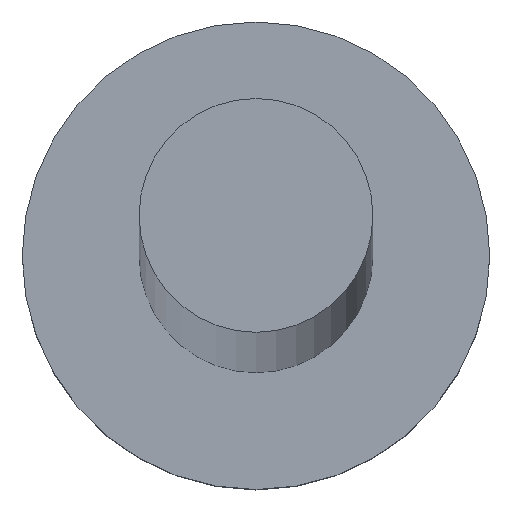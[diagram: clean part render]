
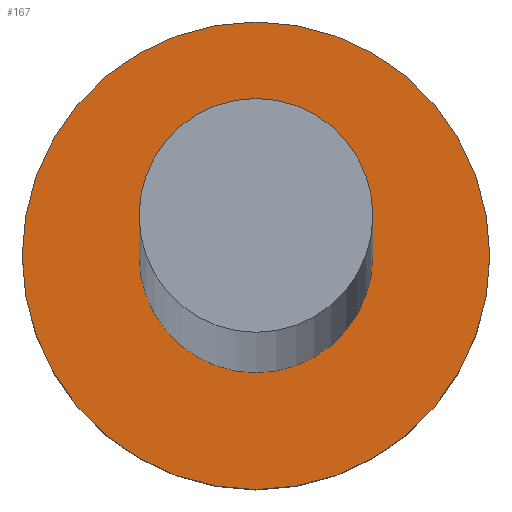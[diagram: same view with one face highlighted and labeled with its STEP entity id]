
A CAD part, top view. The second image highlights one B-rep face of the part: STEP entity #167.
In plain terms, the highlighted planar face has unit normal (0, 0, 1).
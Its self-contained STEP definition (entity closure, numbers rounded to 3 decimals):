
#17 = DIRECTION ( 'NONE',  ( 0., 0., 1. ) ) ;
#23 = AXIS2_PLACEMENT_3D ( 'NONE', #83, #17, #121 ) ;
#28 = CIRCLE ( 'NONE', #23, 4. ) ;
#29 = VERTEX_POINT ( 'NONE', #240 ) ;
#32 = EDGE_LOOP ( 'NONE', ( #57, #34 ) ) ;
#34 = ORIENTED_EDGE ( 'NONE', *, *, #78, .F. ) ;
#35 = EDGE_CURVE ( 'NONE', #119, #171, #28, .T. ) ;
#52 = EDGE_LOOP ( 'NONE', ( #73, #137 ) ) ;
#57 = ORIENTED_EDGE ( 'NONE', *, *, #106, .F. ) ;
#59 = CARTESIAN_POINT ( 'NONE',  ( 0., 0., 4. ) ) ;
#62 = CARTESIAN_POINT ( 'NONE',  ( -4., 0., 4. ) ) ;
#64 = DIRECTION ( 'NONE',  ( 1., 0., 0. ) ) ;
#73 = ORIENTED_EDGE ( 'NONE', *, *, #182, .T. ) ;
#78 = EDGE_CURVE ( 'NONE', #29, #212, #80, .T. ) ;
#80 = CIRCLE ( 'NONE', #122, 2. ) ;
#81 = DIRECTION ( 'NONE',  ( 1., 0., 0. ) ) ;
#83 = CARTESIAN_POINT ( 'NONE',  ( 0., 0., 4. ) ) ;
#86 = DIRECTION ( 'NONE',  ( 0., 0., 1. ) ) ;
#105 = DIRECTION ( 'NONE',  ( 1., 0., 0. ) ) ;
#106 = EDGE_CURVE ( 'NONE', #212, #29, #174, .T. ) ;
#109 = FACE_BOUND ( 'NONE', #32, .T. ) ;
#111 = AXIS2_PLACEMENT_3D ( 'NONE', #59, #86, #145 ) ;
#119 = VERTEX_POINT ( 'NONE', #178 ) ;
#120 = DIRECTION ( 'NONE',  ( 0., 0., 1. ) ) ;
#121 = DIRECTION ( 'NONE',  ( 1., 0., 0. ) ) ;
#122 = AXIS2_PLACEMENT_3D ( 'NONE', #196, #195, #105 ) ;
#126 = PLANE ( 'NONE',  #193 ) ;
#128 = AXIS2_PLACEMENT_3D ( 'NONE', #183, #179, #64 ) ;
#137 = ORIENTED_EDGE ( 'NONE', *, *, #35, .T. ) ;
#145 = DIRECTION ( 'NONE',  ( 1., 0., 0. ) ) ;
#167 = ADVANCED_FACE ( 'NONE', ( #109, #254 ), #126, .T. ) ;
#171 = VERTEX_POINT ( 'NONE', #62 ) ;
#174 = CIRCLE ( 'NONE', #128, 2. ) ;
#176 = CIRCLE ( 'NONE', #111, 4. ) ;
#178 = CARTESIAN_POINT ( 'NONE',  ( 4., 0., 4. ) ) ;
#179 = DIRECTION ( 'NONE',  ( 0., 0., 1. ) ) ;
#182 = EDGE_CURVE ( 'NONE', #171, #119, #176, .T. ) ;
#183 = CARTESIAN_POINT ( 'NONE',  ( 0., 0., 4. ) ) ;
#186 = CARTESIAN_POINT ( 'NONE',  ( -2., 0., 4. ) ) ;
#193 = AXIS2_PLACEMENT_3D ( 'NONE', #237, #120, #81 ) ;
#195 = DIRECTION ( 'NONE',  ( 0., 0., 1. ) ) ;
#196 = CARTESIAN_POINT ( 'NONE',  ( 0., 0., 4. ) ) ;
#212 = VERTEX_POINT ( 'NONE', #186 ) ;
#237 = CARTESIAN_POINT ( 'NONE',  ( 0., 0., 4. ) ) ;
#240 = CARTESIAN_POINT ( 'NONE',  ( 2., 0., 4. ) ) ;
#254 = FACE_OUTER_BOUND ( 'NONE', #52, .T. ) ;
